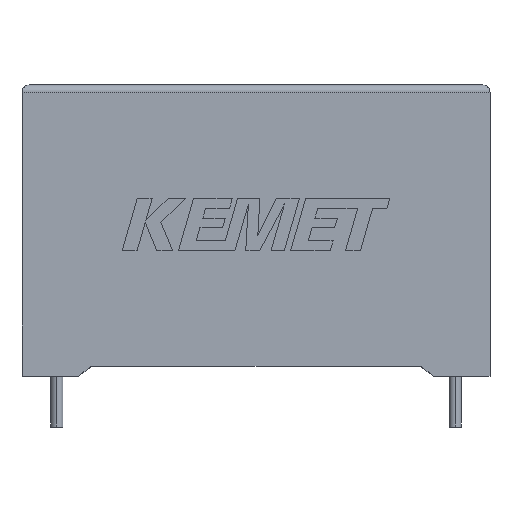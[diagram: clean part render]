
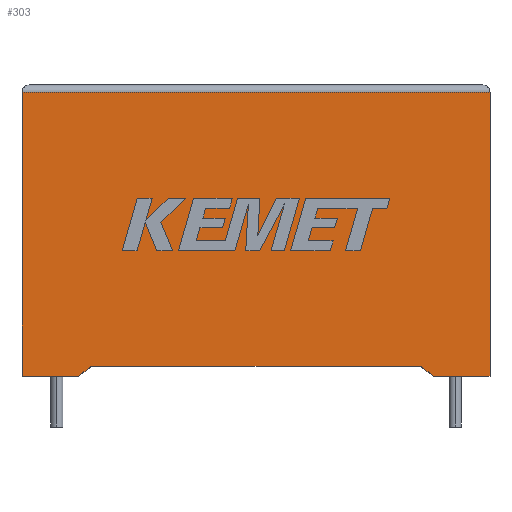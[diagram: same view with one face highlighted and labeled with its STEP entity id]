
A CAD part, top view. The second image highlights one B-rep face of the part: STEP entity #303.
In plain terms, the highlighted planar face has unit normal (0, 0, 1).
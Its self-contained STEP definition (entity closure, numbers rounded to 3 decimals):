
#4 = LINE ( 'NONE', #499, #2634 ) ;
#72 = CARTESIAN_POINT ( 'NONE',  ( 32.3, 0., 11.2 ) ) ;
#112 = CARTESIAN_POINT ( 'NONE',  ( 0., 0., 11.2 ) ) ;
#267 = LINE ( 'NONE', #72, #1923 ) ;
#278 = ORIENTED_EDGE ( 'NONE', *, *, #3000, .T. ) ;
#303 = ADVANCED_FACE ( 'NONE', ( #1847 ), #2763, .F. ) ;
#319 = CARTESIAN_POINT ( 'NONE',  ( 16.15, 0.693, 11.2 ) ) ;
#426 = LINE ( 'NONE', #2352, #2945 ) ;
#472 = EDGE_LOOP ( 'NONE', ( #1672, #278, #1533, #1112, #2642, #2045, #2145, #2851 ) ) ;
#484 = LINE ( 'NONE', #990, #942 ) ;
#499 = CARTESIAN_POINT ( 'NONE',  ( 0., 19.6, 11.2 ) ) ;
#519 = LINE ( 'NONE', #1924, #1878 ) ;
#724 = EDGE_CURVE ( 'NONE', #735, #2497, #484, .T. ) ;
#735 = VERTEX_POINT ( 'NONE', #1797 ) ;
#829 = VERTEX_POINT ( 'NONE', #2030 ) ;
#833 = CARTESIAN_POINT ( 'NONE',  ( 0., 0., 11.2 ) ) ;
#942 = VECTOR ( 'NONE', #2017, 1000. ) ;
#979 = DIRECTION ( 'NONE',  ( 0., 0., -1. ) ) ;
#990 = CARTESIAN_POINT ( 'NONE',  ( 0., 0., 11.2 ) ) ;
#1026 = VERTEX_POINT ( 'NONE', #1707 ) ;
#1097 = VECTOR ( 'NONE', #2744, 1000. ) ;
#1112 = ORIENTED_EDGE ( 'NONE', *, *, #2120, .T. ) ;
#1164 = EDGE_CURVE ( 'NONE', #1759, #2077, #1316, .T. ) ;
#1192 = DIRECTION ( 'NONE',  ( -1., 0., 0. ) ) ;
#1316 = LINE ( 'NONE', #319, #1625 ) ;
#1390 = DIRECTION ( 'NONE',  ( 0.791, -0.611, 0. ) ) ;
#1446 = VECTOR ( 'NONE', #3002, 1000. ) ;
#1469 = CARTESIAN_POINT ( 'NONE',  ( 27.503, 0.693, 11.2 ) ) ;
#1511 = EDGE_CURVE ( 'NONE', #1807, #1521, #1812, .T. ) ;
#1521 = VERTEX_POINT ( 'NONE', #833 ) ;
#1533 = ORIENTED_EDGE ( 'NONE', *, *, #1511, .T. ) ;
#1625 = VECTOR ( 'NONE', #2226, 1000. ) ;
#1672 = ORIENTED_EDGE ( 'NONE', *, *, #2154, .T. ) ;
#1683 = EDGE_CURVE ( 'NONE', #1759, #735, #426, .T. ) ;
#1707 = CARTESIAN_POINT ( 'NONE',  ( 32.3, 19.6, 11.2 ) ) ;
#1759 = VERTEX_POINT ( 'NONE', #1469 ) ;
#1797 = CARTESIAN_POINT ( 'NONE',  ( 28.4, 0., 11.2 ) ) ;
#1807 = VERTEX_POINT ( 'NONE', #2152 ) ;
#1812 = LINE ( 'NONE', #112, #1097 ) ;
#1847 = FACE_OUTER_BOUND ( 'NONE', #472, .T. ) ;
#1878 = VECTOR ( 'NONE', #2856, 1000. ) ;
#1923 = VECTOR ( 'NONE', #2614, 1000. ) ;
#1924 = CARTESIAN_POINT ( 'NONE',  ( 0., 0., 11.2 ) ) ;
#2017 = DIRECTION ( 'NONE',  ( 1., 0., 0. ) ) ;
#2030 = CARTESIAN_POINT ( 'NONE',  ( 3.9, 0., 11.2 ) ) ;
#2045 = ORIENTED_EDGE ( 'NONE', *, *, #1164, .F. ) ;
#2070 = CARTESIAN_POINT ( 'NONE',  ( 0., 0., 11.2 ) ) ;
#2077 = VERTEX_POINT ( 'NONE', #2165 ) ;
#2120 = EDGE_CURVE ( 'NONE', #1521, #829, #519, .T. ) ;
#2145 = ORIENTED_EDGE ( 'NONE', *, *, #1683, .T. ) ;
#2152 = CARTESIAN_POINT ( 'NONE',  ( 0., 19.6, 11.2 ) ) ;
#2154 = EDGE_CURVE ( 'NONE', #2497, #1026, #267, .T. ) ;
#2165 = CARTESIAN_POINT ( 'NONE',  ( 4.797, 0.693, 11.2 ) ) ;
#2181 = CARTESIAN_POINT ( 'NONE',  ( 32.3, 0., 11.2 ) ) ;
#2226 = DIRECTION ( 'NONE',  ( -1., 0., 0. ) ) ;
#2310 = LINE ( 'NONE', #2722, #1446 ) ;
#2335 = DIRECTION ( 'NONE',  ( -1., 0., 0. ) ) ;
#2352 = CARTESIAN_POINT ( 'NONE',  ( 28.4, 0., 11.2 ) ) ;
#2497 = VERTEX_POINT ( 'NONE', #2181 ) ;
#2514 = AXIS2_PLACEMENT_3D ( 'NONE', #2070, #979, #1192 ) ;
#2614 = DIRECTION ( 'NONE',  ( 0., 1., 0. ) ) ;
#2634 = VECTOR ( 'NONE', #2335, 1000. ) ;
#2642 = ORIENTED_EDGE ( 'NONE', *, *, #2887, .F. ) ;
#2722 = CARTESIAN_POINT ( 'NONE',  ( 3.9, 0., 11.2 ) ) ;
#2744 = DIRECTION ( 'NONE',  ( 0., -1., 0. ) ) ;
#2763 = PLANE ( 'NONE',  #2514 ) ;
#2851 = ORIENTED_EDGE ( 'NONE', *, *, #724, .T. ) ;
#2856 = DIRECTION ( 'NONE',  ( 1., 0., 0. ) ) ;
#2887 = EDGE_CURVE ( 'NONE', #2077, #829, #2310, .T. ) ;
#2945 = VECTOR ( 'NONE', #1390, 1000. ) ;
#3000 = EDGE_CURVE ( 'NONE', #1026, #1807, #4, .T. ) ;
#3002 = DIRECTION ( 'NONE',  ( -0.791, -0.611, 0. ) ) ;
